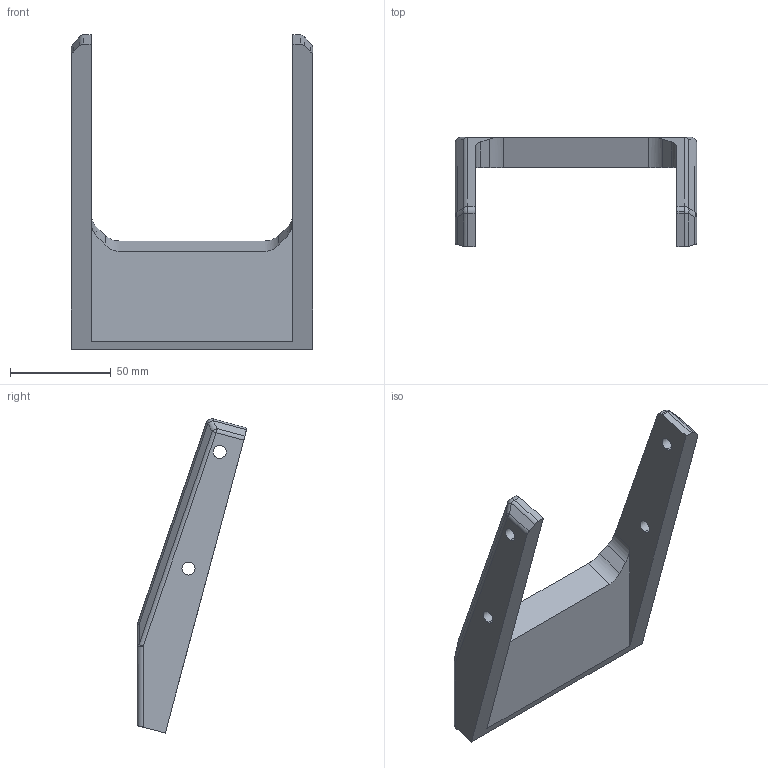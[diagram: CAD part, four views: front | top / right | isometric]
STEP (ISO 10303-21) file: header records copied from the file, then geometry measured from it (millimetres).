
FILE_DESCRIPTION (( 'STEP AP214' ), '1' );
FILE_NAME ('Desk Mount.STEP', '2025-01-30T20:24:21', ( '' ), ( '' ), 'SwSTEP 2.0', 'SolidWorks 2022', '' );
FILE_SCHEMA (( 'AUTOMOTIVE_DESIGN' ));
Length unit declared in the file: millimetre
Products named in the file (1): Desk Mount
Bounding box: 120 x 54.64 x 156.24 mm (x, y, z)
Volume: 141383.3 mm3; surface area: 32207.1 mm2
Topology: 1 solids, 1 shells, 56 faces, 139 edges, 85 vertices
Faces by surface type: cylinder 29, plane 19, sphere 8
Entity records: 1702 total; most frequent: CARTESIAN_POINT 311, DIRECTION 296, ORIENTED_EDGE 278, EDGE_CURVE 139, AXIS2_PLACEMENT_3D 110, VERTEX_POINT 85, LINE 76, VECTOR 76
